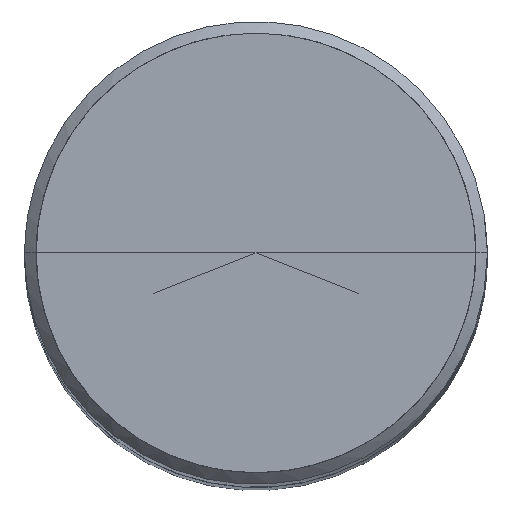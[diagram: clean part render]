
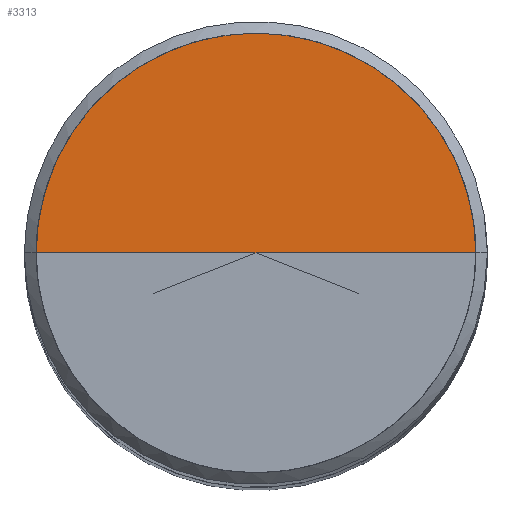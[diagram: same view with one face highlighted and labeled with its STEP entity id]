
A CAD part, top view. The second image highlights one B-rep face of the part: STEP entity #3313.
In plain terms, the highlighted free-form (B-spline) face has degree [1, 2] with [2, 5] control points.
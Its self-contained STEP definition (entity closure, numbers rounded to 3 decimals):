
#3026=CARTESIAN_POINT('',(9.5,0.0,65.067));
#3027=CARTESIAN_POINT('',(9.5,9.5,65.067));
#3028=CARTESIAN_POINT('',(0.0,9.5,65.067));
#3029=CARTESIAN_POINT('',(-9.5,9.5,65.067));
#3030=CARTESIAN_POINT('',(-9.5,0.0,65.067));
#3031=CARTESIAN_POINT('',(0.0,0.0,65.067));
#3298=(
BOUNDED_SURFACE()
B_SPLINE_SURFACE(1,2,(
(#3026,#3027,#3028,#3029,#3030),
(#3031,#3031,#3031,#3031,#3031)
), .UNSPECIFIED.,.F.,.F.,.F.)
B_SPLINE_SURFACE_WITH_KNOTS((2,2),(3,2,3),(
0.0,1.0),(
0.0,0.5,1.0), .UNSPECIFIED.)
GEOMETRIC_REPRESENTATION_ITEM()
RATIONAL_B_SPLINE_SURFACE(((1.0,0.707,1.0,0.707,1.0),
(1.0,0.707,1.0,0.707,1.0)
))
REPRESENTATION_ITEM('')
SURFACE()
);
#3299=(
BOUNDED_CURVE()
B_SPLINE_CURVE(1,(#3031,#3026),.UNSPECIFIED.,.F.,.F.)
B_SPLINE_CURVE_WITH_KNOTS((2,2),
(0.0,1.0),.UNSPECIFIED.)
CURVE()
GEOMETRIC_REPRESENTATION_ITEM()
RATIONAL_B_SPLINE_CURVE((1.0,1.0))
REPRESENTATION_ITEM('')
);
#3300=(
BOUNDED_CURVE()
B_SPLINE_CURVE(2,(#3026,#3027,#3028,#3029,#3030),.UNSPECIFIED.,.F.,.F.)
B_SPLINE_CURVE_WITH_KNOTS((3,2,3),
(0.0,0.5,1.0),.UNSPECIFIED.)
CURVE()
GEOMETRIC_REPRESENTATION_ITEM()
RATIONAL_B_SPLINE_CURVE((1.0,0.707,1.0,0.707,1.0))
REPRESENTATION_ITEM('')
);
#3301=(
BOUNDED_CURVE()
B_SPLINE_CURVE(1,(#3030,#3031),.UNSPECIFIED.,.F.,.F.)
B_SPLINE_CURVE_WITH_KNOTS((2,2),
(0.0,1.0),.UNSPECIFIED.)
CURVE()
GEOMETRIC_REPRESENTATION_ITEM()
RATIONAL_B_SPLINE_CURVE((1.0,1.0))
REPRESENTATION_ITEM('')
);
#3302=VERTEX_POINT('',#3026);
#3303=VERTEX_POINT('',#3030);
#3304=VERTEX_POINT('',#3031);
#3305=EDGE_CURVE('',#3304,#3302,#3299,.T.);
#3306=EDGE_CURVE('',#3302,#3303,#3300,.T.);
#3307=EDGE_CURVE('',#3303,#3304,#3301,.T.);
#3308=ORIENTED_EDGE('',*,*,#3305,.T.);
#3309=ORIENTED_EDGE('',*,*,#3306,.T.);
#3310=ORIENTED_EDGE('',*,*,#3307,.T.);
#3311=EDGE_LOOP('',(#3308,#3309,#3310));
#3312=FACE_OUTER_BOUND('',#3311,.T.);
#3313=ADVANCED_FACE('',(#3312),#3298,.T.);
